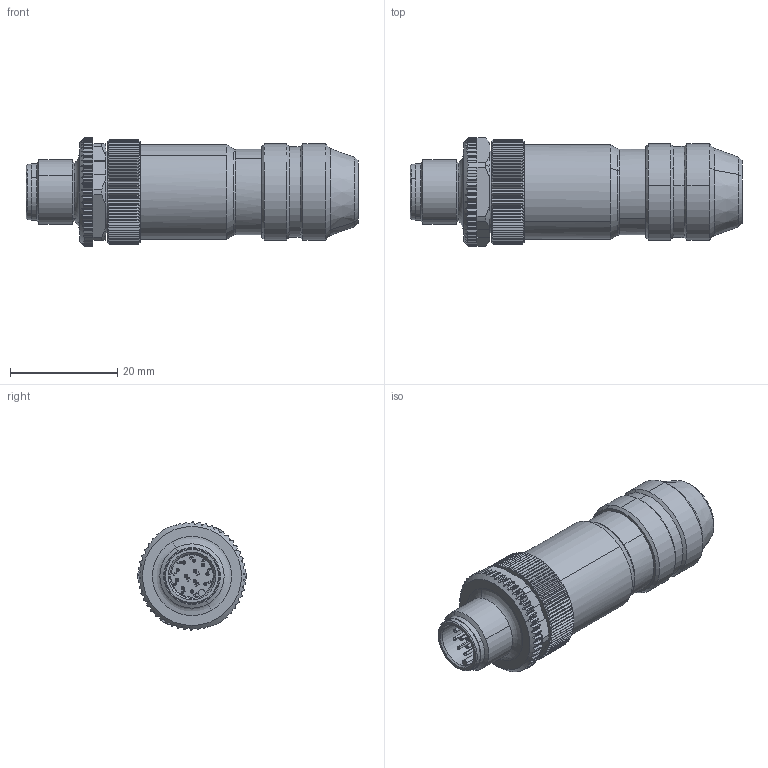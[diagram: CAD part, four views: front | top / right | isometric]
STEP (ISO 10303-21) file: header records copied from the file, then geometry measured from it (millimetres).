
FILE_DESCRIPTION(('SolidDesigner STEP Export'),'2;1');
FILE_NAME('1404410.stp','2012-09-27T11:56:38',(''),(''),'CoCreate Modeling STEP processor for AP214 (Solid Model)','CoCreate Modeling 16.00E 25-Sep-2009 (C) Parametric Technology GmbH','');
FILE_SCHEMA(('AUTOMOTIVE_DESIGN { 1 0 10303 214 1 1 1 1 }'));
Length unit declared in the file: millimetre
Products named in the file (2): 1404410
Assembly tree (1 placements, depth 2):
  1404410
    1404410
Bounding box: 62 x 20.2 x 20.2 mm (x, y, z)
Volume: 13222.2 mm3; surface area: 4547.3 mm2
Topology: 1 solids, 1 shells, 1221 faces, 3167 edges, 1939 vertices
Faces by surface type: plane 430, cylinder 312, cone 230, extrusion 197, sphere 48, torus 4
Entity records: 50751 total; most frequent: CARTESIAN_POINT 14163, ORIENTED_EDGE 6238, DIRECTION 4393, EDGE_CURVE 3119, VERTEX_POINT 1939, AXIS2_PLACEMENT_3D 1482, VECTOR 1429, EDGE_LOOP 1260
